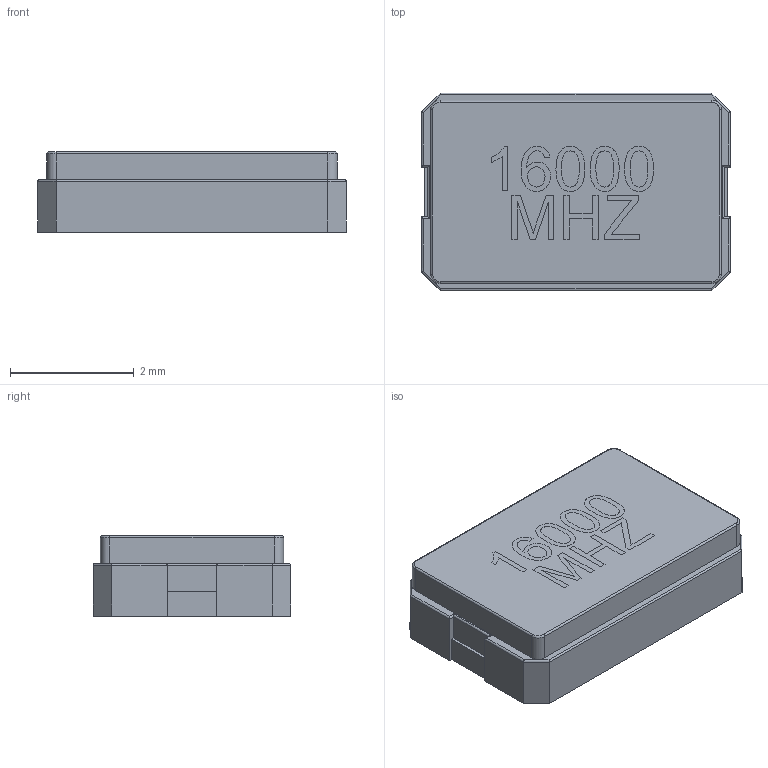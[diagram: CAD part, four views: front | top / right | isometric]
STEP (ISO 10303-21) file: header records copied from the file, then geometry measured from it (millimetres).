
FILE_DESCRIPTION(/* description */ (''),/* implementation_level */ '2;1');
FILE_NAME(/* name */ 'Crystal_SMD_5032_2pin v5.step',/* time_stamp */ '2019-02-03T11:53:17+07:00',/* author */ ('boy9x0'),/* organization */ (''),/* preprocessor_version */ 'ST-DEVELOPER v17.2',/* originating_system */ 'Autodesk Translation Framework v7.6.0.251',/* authorisation */ '');
FILE_SCHEMA (('AUTOMOTIVE_DESIGN { 1 0 10303 214 3 1 1 }'));
Length unit declared in the file: millimetre
Products named in the file (5): Crystal_SMD_5032_2pin; User Library-ABM3-1_Fillet002; User Library-ABM3-1_Fillet001; User Library-ABM3-1_Pad001; text
Assembly tree (4 placements, depth 2):
  Crystal_SMD_5032_2pin
    User Library-ABM3-1_Fillet002
    User Library-ABM3-1_Fillet001
    User Library-ABM3-1_Pad001
    text
Bounding box: 5 x 3.2 x 1.3 mm (x, y, z)
Volume: 19.7 mm3; surface area: 102.7 mm2
Topology: 12 solids, 12 shells, 228 faces, 588 edges, 384 vertices
Faces by surface type: plane 106, bspline 94, cylinder 24, torus 4
Entity records: 7958 total; most frequent: CARTESIAN_POINT 2838, ORIENTED_EDGE 1176, DIRECTION 722, EDGE_CURVE 588, VERTEX_POINT 384, LINE 364, VECTOR 364, EDGE_LOOP 236
